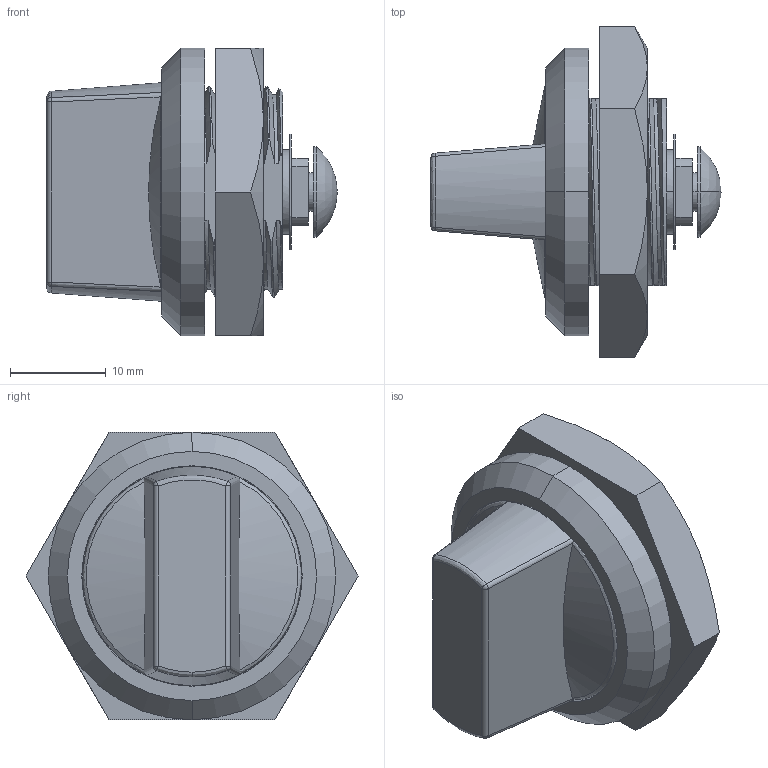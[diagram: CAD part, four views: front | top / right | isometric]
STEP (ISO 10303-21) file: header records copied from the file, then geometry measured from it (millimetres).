
FILE_DESCRIPTION( (''), '2;1');
FILE_NAME ('PC009.2520.TL_428_R_27014.stp','2025-08-18T10:12:21',(''),(''),'spGate 19.8.4 (****-****-****-****)','','');
FILE_SCHEMA (('AUTOMOTIVE_DESIGN'));
Length unit declared in the file: millimetre
Products named in the file (3): Assembly; TL-428-R開示用; 取付ナット
Assembly tree (2 placements, depth 2):
  Assembly
    TL-428-R開示用
    取付ナット
Bounding box: 30.3 x 34.64 x 30 mm (x, y, z)
Volume: 10485.9 mm3; surface area: 5696.6 mm2
Topology: 2 solids, 2 shells, 162 faces, 454 edges, 294 vertices
Faces by surface type: bspline 58, cylinder 51, plane 45, sphere 8
Entity records: 10250 total; most frequent: CARTESIAN_POINT 3080, ORIENTED_EDGE 904, DIRECTION 622, COLOUR_RGB 616, PRESENTATION_STYLE_ASSIGNMENT 616, STYLED_ITEM 616, EDGE_CURVE 452, DRAUGHTING_PRE_DEFINED_CURVE_FONT 452
